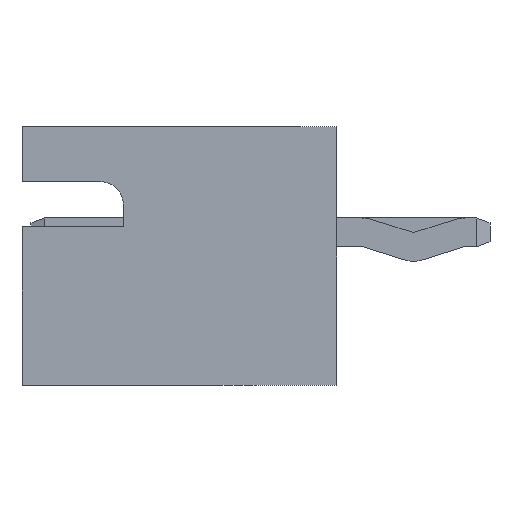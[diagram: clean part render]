
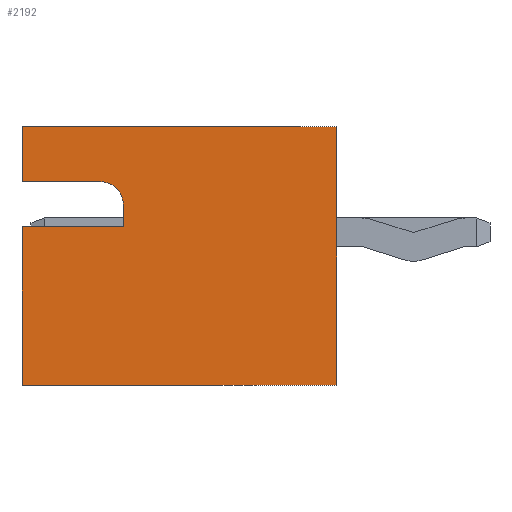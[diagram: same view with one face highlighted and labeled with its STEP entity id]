
A CAD part, left-side view. The second image highlights one B-rep face of the part: STEP entity #2192.
In plain terms, the highlighted planar face has unit normal (-1, 0, 0).
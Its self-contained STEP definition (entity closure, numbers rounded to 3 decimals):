
#133 = CARTESIAN_POINT ( 'NONE',  ( -4.95, 7., 1.65 ) ) ;
#242 = CARTESIAN_POINT ( 'NONE',  ( -4.95, 5.25, 1.15 ) ) ;
#254 = EDGE_CURVE ( 'NONE', #2710, #5063, #672, .T. ) ;
#487 = CARTESIAN_POINT ( 'NONE',  ( -4.95, 7., 1.65 ) ) ;
#641 = CARTESIAN_POINT ( 'NONE',  ( -4.95, 7., 0. ) ) ;
#672 = LINE ( 'NONE', #3342, #1698 ) ;
#728 = DIRECTION ( 'NONE',  ( -1., 0., 0. ) ) ;
#761 = LINE ( 'NONE', #2505, #4607 ) ;
#927 = AXIS2_PLACEMENT_3D ( 'NONE', #5751, #2318, #4757 ) ;
#1054 = DIRECTION ( 'NONE',  ( 0., 0., 1. ) ) ;
#1063 = EDGE_CURVE ( 'NONE', #2783, #1627, #4498, .T. ) ;
#1067 = VECTOR ( 'NONE', #6353, 1000. ) ;
#1081 = ORIENTED_EDGE ( 'NONE', *, *, #4933, .T. ) ;
#1125 = EDGE_CURVE ( 'NONE', #4337, #2648, #1907, .T. ) ;
#1253 = DIRECTION ( 'NONE',  ( 0., 0., 1. ) ) ;
#1276 = ORIENTED_EDGE ( 'NONE', *, *, #1549, .T. ) ;
#1319 = LINE ( 'NONE', #3664, #5366 ) ;
#1420 = CARTESIAN_POINT ( 'NONE',  ( -4.95, 4.75, 0. ) ) ;
#1480 = CARTESIAN_POINT ( 'NONE',  ( -4.95, 0., 2.875 ) ) ;
#1526 = VERTEX_POINT ( 'NONE', #487 ) ;
#1538 = ORIENTED_EDGE ( 'NONE', *, *, #2209, .T. ) ;
#1549 = EDGE_CURVE ( 'NONE', #1526, #2648, #1961, .T. ) ;
#1606 = VECTOR ( 'NONE', #4654, 1000. ) ;
#1627 = VERTEX_POINT ( 'NONE', #2157 ) ;
#1634 = VECTOR ( 'NONE', #5702, 1000. ) ;
#1683 = LINE ( 'NONE', #3959, #1067 ) ;
#1698 = VECTOR ( 'NONE', #3414, 1000. ) ;
#1713 = LINE ( 'NONE', #1420, #1634 ) ;
#1882 = CARTESIAN_POINT ( 'NONE',  ( -4.95, 4.75, 0.65 ) ) ;
#1907 = CIRCLE ( 'NONE', #4616, 0.5 ) ;
#1961 = LINE ( 'NONE', #133, #5020 ) ;
#2157 = CARTESIAN_POINT ( 'NONE',  ( -4.95, 7., 0.65 ) ) ;
#2189 = ORIENTED_EDGE ( 'NONE', *, *, #5275, .T. ) ;
#2192 = ADVANCED_FACE ( 'NONE', ( #2628 ), #5233, .F. ) ;
#2209 = EDGE_CURVE ( 'NONE', #4337, #2783, #1713, .T. ) ;
#2318 = DIRECTION ( 'NONE',  ( 1., 0., 0. ) ) ;
#2505 = CARTESIAN_POINT ( 'NONE',  ( -4.95, 7., -2.875 ) ) ;
#2526 = DIRECTION ( 'NONE',  ( 0., -1., 0. ) ) ;
#2628 = FACE_OUTER_BOUND ( 'NONE', #3832, .T. ) ;
#2648 = VERTEX_POINT ( 'NONE', #5132 ) ;
#2679 = ORIENTED_EDGE ( 'NONE', *, *, #1063, .T. ) ;
#2710 = VERTEX_POINT ( 'NONE', #6166 ) ;
#2746 = DIRECTION ( 'NONE',  ( 0., 0., 1. ) ) ;
#2765 = ORIENTED_EDGE ( 'NONE', *, *, #4603, .F. ) ;
#2783 = VERTEX_POINT ( 'NONE', #1882 ) ;
#3325 = VERTEX_POINT ( 'NONE', #4377 ) ;
#3342 = CARTESIAN_POINT ( 'NONE',  ( -4.95, 7., 2.875 ) ) ;
#3378 = CARTESIAN_POINT ( 'NONE',  ( -4.95, 4.75, 1.15 ) ) ;
#3414 = DIRECTION ( 'NONE',  ( 0., -1., 0. ) ) ;
#3657 = CARTESIAN_POINT ( 'NONE',  ( -4.95, 7., 0.65 ) ) ;
#3664 = CARTESIAN_POINT ( 'NONE',  ( -4.95, 0., 0. ) ) ;
#3832 = EDGE_LOOP ( 'NONE', ( #1538, #2679, #2765, #1081, #2189, #6268, #4354, #1276, #4181 ) ) ;
#3959 = CARTESIAN_POINT ( 'NONE',  ( -4.95, 7., 0. ) ) ;
#4065 = DIRECTION ( 'NONE',  ( 0., -1., 0. ) ) ;
#4181 = ORIENTED_EDGE ( 'NONE', *, *, #1125, .F. ) ;
#4314 = CARTESIAN_POINT ( 'NONE',  ( -4.95, 7., -2.875 ) ) ;
#4337 = VERTEX_POINT ( 'NONE', #3378 ) ;
#4354 = ORIENTED_EDGE ( 'NONE', *, *, #6246, .F. ) ;
#4377 = CARTESIAN_POINT ( 'NONE',  ( -4.95, 0., -2.875 ) ) ;
#4498 = LINE ( 'NONE', #3657, #1606 ) ;
#4603 = EDGE_CURVE ( 'NONE', #5406, #1627, #5379, .T. ) ;
#4607 = VECTOR ( 'NONE', #2526, 1000. ) ;
#4616 = AXIS2_PLACEMENT_3D ( 'NONE', #242, #728, #2746 ) ;
#4654 = DIRECTION ( 'NONE',  ( 0., 1., 0. ) ) ;
#4757 = DIRECTION ( 'NONE',  ( 0., 0., -1. ) ) ;
#4933 = EDGE_CURVE ( 'NONE', #5406, #3325, #761, .T. ) ;
#5020 = VECTOR ( 'NONE', #4065, 1000. ) ;
#5063 = VERTEX_POINT ( 'NONE', #1480 ) ;
#5132 = CARTESIAN_POINT ( 'NONE',  ( -4.95, 5.25, 1.65 ) ) ;
#5233 = PLANE ( 'NONE',  #927 ) ;
#5275 = EDGE_CURVE ( 'NONE', #3325, #5063, #1319, .T. ) ;
#5366 = VECTOR ( 'NONE', #1253, 1000. ) ;
#5379 = LINE ( 'NONE', #641, #6151 ) ;
#5406 = VERTEX_POINT ( 'NONE', #4314 ) ;
#5702 = DIRECTION ( 'NONE',  ( 0., 0., -1. ) ) ;
#5751 = CARTESIAN_POINT ( 'NONE',  ( -4.95, 7., 0. ) ) ;
#6151 = VECTOR ( 'NONE', #1054, 1000. ) ;
#6166 = CARTESIAN_POINT ( 'NONE',  ( -4.95, 7., 2.875 ) ) ;
#6246 = EDGE_CURVE ( 'NONE', #1526, #2710, #1683, .T. ) ;
#6268 = ORIENTED_EDGE ( 'NONE', *, *, #254, .F. ) ;
#6353 = DIRECTION ( 'NONE',  ( 0., 0., 1. ) ) ;
